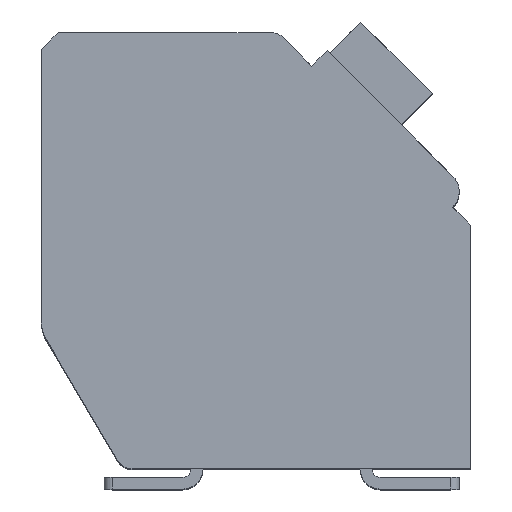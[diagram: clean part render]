
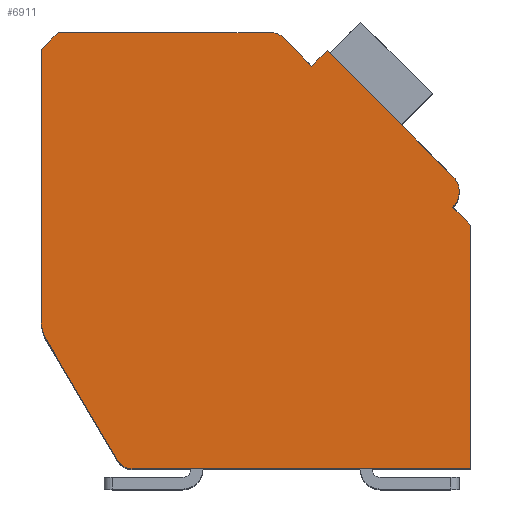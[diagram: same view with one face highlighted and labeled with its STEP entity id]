
A CAD part, top view. The second image highlights one B-rep face of the part: STEP entity #6911.
In plain terms, the highlighted planar face has unit normal (0, 0, 1).
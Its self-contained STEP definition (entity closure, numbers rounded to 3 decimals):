
#199=DIRECTION('',(0.,-1.,0.));
#200=VECTOR('',#199,8.053);
#201=CARTESIAN_POINT('',(-12.7,12.4,2.1));
#202=LINE('',#201,#200);
#203=DIRECTION('',(-0.707,-0.707,0.));
#204=VECTOR('',#203,0.707);
#205=CARTESIAN_POINT('',(-12.2,12.9,2.1));
#206=LINE('',#205,#204);
#207=DIRECTION('',(-1.,0.,0.));
#208=VECTOR('',#207,6.298);
#209=CARTESIAN_POINT('',(-5.902,12.9,2.1));
#210=LINE('',#209,#208);
#211=CARTESIAN_POINT('',(-5.902,12.4,2.1));
#212=DIRECTION('',(0.,0.,1.));
#213=DIRECTION('',(0.707,0.707,0.));
#214=AXIS2_PLACEMENT_3D('',#211,#212,#213);
#216=DIRECTION('',(-0.707,0.707,0.));
#217=VECTOR('',#216,1.197);
#218=CARTESIAN_POINT('',(-4.702,11.907,2.1));
#219=LINE('',#218,#217);
#220=DIRECTION('',(-0.707,-0.707,0.));
#221=VECTOR('',#220,0.65);
#222=CARTESIAN_POINT('',(-4.243,12.367,2.1));
#223=LINE('',#222,#221);
#224=DIRECTION('',(-0.707,0.707,0.));
#225=VECTOR('',#224,5.25);
#226=CARTESIAN_POINT('',(-0.53,8.655,2.1));
#227=LINE('',#226,#225);
#228=CARTESIAN_POINT('',(-0.99,8.195,2.1));
#229=DIRECTION('',(0.,0.,1.));
#230=DIRECTION('',(0.707,-0.707,0.));
#231=AXIS2_PLACEMENT_3D('',#228,#229,#230);
#233=DIRECTION('',(-0.707,0.707,0.));
#234=VECTOR('',#233,0.75);
#235=CARTESIAN_POINT('',(0.,7.205,2.1));
#236=LINE('',#235,#234);
#237=DIRECTION('',(0.,1.,0.));
#238=VECTOR('',#237,7.205);
#239=CARTESIAN_POINT('',(0.,0.,2.1));
#240=LINE('',#239,#238);
#241=DIRECTION('',(1.,0.,0.));
#242=VECTOR('',#241,10.014);
#243=CARTESIAN_POINT('',(-10.014,0.,2.1));
#244=LINE('',#243,#242);
#245=CARTESIAN_POINT('',(-10.014,0.5,2.1));
#246=DIRECTION('',(0.,0.,1.));
#247=DIRECTION('',(-0.862,-0.508,0.));
#248=AXIS2_PLACEMENT_3D('',#245,#246,#247);
#250=DIRECTION('',(0.508,-0.862,0.));
#251=VECTOR('',#250,4.17);
#252=CARTESIAN_POINT('',(-12.562,3.839,2.1));
#253=LINE('',#252,#251);
#254=CARTESIAN_POINT('',(-11.7,4.347,2.1));
#255=DIRECTION('',(0.,0.,1.));
#256=DIRECTION('',(-1.,0.,0.));
#257=AXIS2_PLACEMENT_3D('',#254,#255,#256);
#5167=CARTESIAN_POINT('',(-12.7,12.4,2.1));
#5168=CARTESIAN_POINT('',(-12.7,4.347,2.1));
#5169=VERTEX_POINT('',#5167);
#5170=VERTEX_POINT('',#5168);
#5171=CARTESIAN_POINT('',(-12.562,3.839,2.1));
#5172=VERTEX_POINT('',#5171);
#5173=CARTESIAN_POINT('',(-10.445,0.246,2.1));
#5174=VERTEX_POINT('',#5173);
#5175=CARTESIAN_POINT('',(-10.014,0.,2.1));
#5176=VERTEX_POINT('',#5175);
#5177=CARTESIAN_POINT('',(0.,0.,2.1));
#5178=VERTEX_POINT('',#5177);
#5179=CARTESIAN_POINT('',(0.,7.205,2.1));
#5180=VERTEX_POINT('',#5179);
#5181=CARTESIAN_POINT('',(-0.53,7.735,2.1));
#5182=VERTEX_POINT('',#5181);
#5183=CARTESIAN_POINT('',(-0.53,8.655,2.1));
#5184=VERTEX_POINT('',#5183);
#5185=CARTESIAN_POINT('',(-4.243,12.367,2.1));
#5186=VERTEX_POINT('',#5185);
#5187=CARTESIAN_POINT('',(-4.702,11.907,2.1));
#5188=VERTEX_POINT('',#5187);
#5189=CARTESIAN_POINT('',(-5.548,12.754,2.1));
#5190=VERTEX_POINT('',#5189);
#5191=CARTESIAN_POINT('',(-5.902,12.9,2.1));
#5192=VERTEX_POINT('',#5191);
#5193=CARTESIAN_POINT('',(-12.2,12.9,2.1));
#5194=VERTEX_POINT('',#5193);
#6878=CARTESIAN_POINT('',(0.,0.,2.1));
#6879=DIRECTION('',(0.,0.,1.));
#6880=DIRECTION('',(1.,0.,0.));
#6881=AXIS2_PLACEMENT_3D('',#6878,#6879,#6880);
#6882=PLANE('',#6881);
#6883=ORIENTED_EDGE('',*,*,#6723,.F.);
#6885=ORIENTED_EDGE('',*,*,#6884,.F.);
#6887=ORIENTED_EDGE('',*,*,#6886,.F.);
#6889=ORIENTED_EDGE('',*,*,#6888,.F.);
#6891=ORIENTED_EDGE('',*,*,#6890,.F.);
#6893=ORIENTED_EDGE('',*,*,#6892,.F.);
#6895=ORIENTED_EDGE('',*,*,#6894,.F.);
#6897=ORIENTED_EDGE('',*,*,#6896,.F.);
#6899=ORIENTED_EDGE('',*,*,#6898,.F.);
#6901=ORIENTED_EDGE('',*,*,#6900,.F.);
#6903=ORIENTED_EDGE('',*,*,#6902,.F.);
#6905=ORIENTED_EDGE('',*,*,#6904,.F.);
#6907=ORIENTED_EDGE('',*,*,#6906,.F.);
#6908=ORIENTED_EDGE('',*,*,#6796,.F.);
#6909=EDGE_LOOP('',(#6883,#6885,#6887,#6889,#6891,#6893,#6895,#6897,#6899,#6901,
#6903,#6905,#6907,#6908));
#6910=FACE_OUTER_BOUND('',#6909,.F.);
#215=CIRCLE('',#214,0.5);
#232=CIRCLE('',#231,0.65);
#249=CIRCLE('',#248,0.5);
#258=CIRCLE('',#257,1.);
#6723=EDGE_CURVE('',#5169,#5170,#202,.T.);
#6796=EDGE_CURVE('',#5170,#5172,#258,.T.);
#6884=EDGE_CURVE('',#5194,#5169,#206,.T.);
#6886=EDGE_CURVE('',#5192,#5194,#210,.T.);
#6888=EDGE_CURVE('',#5190,#5192,#215,.T.);
#6890=EDGE_CURVE('',#5188,#5190,#219,.T.);
#6892=EDGE_CURVE('',#5186,#5188,#223,.T.);
#6894=EDGE_CURVE('',#5184,#5186,#227,.T.);
#6896=EDGE_CURVE('',#5182,#5184,#232,.T.);
#6898=EDGE_CURVE('',#5180,#5182,#236,.T.);
#6900=EDGE_CURVE('',#5178,#5180,#240,.T.);
#6902=EDGE_CURVE('',#5176,#5178,#244,.T.);
#6904=EDGE_CURVE('',#5174,#5176,#249,.T.);
#6906=EDGE_CURVE('',#5172,#5174,#253,.T.);
#6911=ADVANCED_FACE('',(#6910),#6882,.T.);
